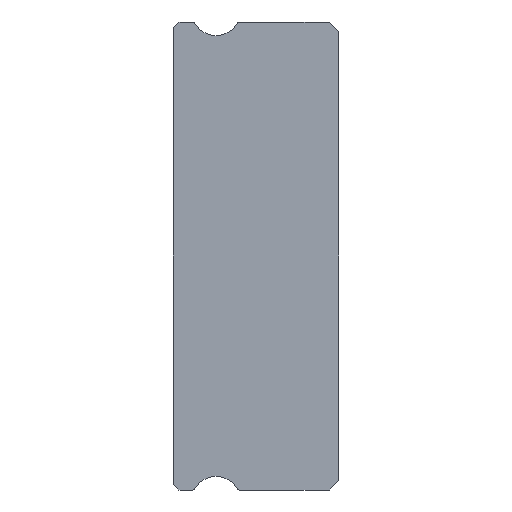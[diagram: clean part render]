
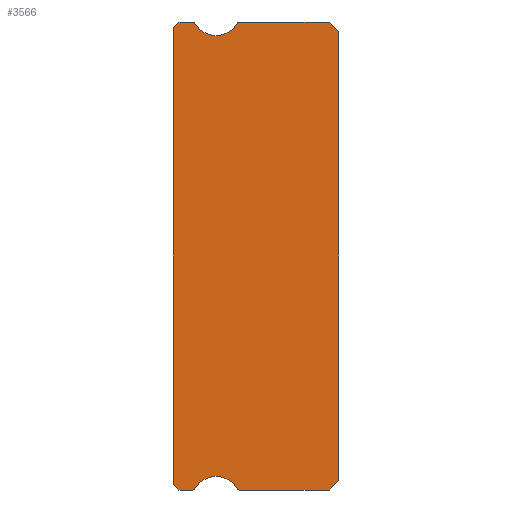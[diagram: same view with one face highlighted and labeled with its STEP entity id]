
A CAD part, left-side view. The second image highlights one B-rep face of the part: STEP entity #3566.
In plain terms, the highlighted planar face has unit normal (-1, 0, 0).
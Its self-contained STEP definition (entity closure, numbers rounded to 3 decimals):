
#80 = CIRCLE ( 'NONE', #781, 1.25 ) ;
#87 = CARTESIAN_POINT ( 'NONE',  ( -10., 0., -11.5 ) ) ;
#152 = EDGE_CURVE ( 'NONE', #2292, #3883, #730, .T. ) ;
#188 = LINE ( 'NONE', #1509, #1944 ) ;
#212 = CARTESIAN_POINT ( 'NONE',  ( -10., 5.217, 11.925 ) ) ;
#263 = EDGE_CURVE ( 'NONE', #932, #1799, #188, .T. ) ;
#282 = FACE_OUTER_BOUND ( 'NONE', #3271, .T. ) ;
#296 = DIRECTION ( 'NONE',  ( 0., 0., -1. ) ) ;
#365 = ORIENTED_EDGE ( 'NONE', *, *, #1856, .F. ) ;
#379 = EDGE_CURVE ( 'NONE', #3611, #1237, #2393, .T. ) ;
#453 = DIRECTION ( 'NONE',  ( 0., 0., -1. ) ) ;
#531 = CARTESIAN_POINT ( 'NONE',  ( -10., 5.088, 12. ) ) ;
#575 = CIRCLE ( 'NONE', #1375, 1.25 ) ;
#669 = VECTOR ( 'NONE', #906, 1000. ) ;
#725 = VERTEX_POINT ( 'NONE', #3884 ) ;
#730 = LINE ( 'NONE', #2022, #2883 ) ;
#766 = EDGE_CURVE ( 'NONE', #4050, #2381, #2901, .T. ) ;
#781 = AXIS2_PLACEMENT_3D ( 'NONE', #1841, #1204, #3399 ) ;
#841 = LINE ( 'NONE', #1492, #2574 ) ;
#852 = DIRECTION ( 'NONE',  ( 0., 1., 0. ) ) ;
#873 = CARTESIAN_POINT ( 'NONE',  ( -10., 7.512, -11.85 ) ) ;
#891 = VECTOR ( 'NONE', #3637, 1000. ) ;
#905 = DIRECTION ( 'NONE',  ( 0., 0.707, -0.707 ) ) ;
#906 = DIRECTION ( 'NONE',  ( 0., -0.707, -0.707 ) ) ;
#932 = VERTEX_POINT ( 'NONE', #87 ) ;
#937 = ORIENTED_EDGE ( 'NONE', *, *, #1154, .F. ) ;
#947 = ORIENTED_EDGE ( 'NONE', *, *, #2912, .F. ) ;
#975 = EDGE_CURVE ( 'NONE', #3228, #3611, #575, .T. ) ;
#1003 = DIRECTION ( 'NONE',  ( 1., 0., 0. ) ) ;
#1010 = CARTESIAN_POINT ( 'NONE',  ( -10., 7.512, 11.85 ) ) ;
#1045 = AXIS2_PLACEMENT_3D ( 'NONE', #1464, #3787, #4125 ) ;
#1048 = CARTESIAN_POINT ( 'NONE',  ( -10., 8.5, 11.85 ) ) ;
#1050 = CARTESIAN_POINT ( 'NONE',  ( -10., 8.5, 11.7 ) ) ;
#1069 = CARTESIAN_POINT ( 'NONE',  ( -10., 8.2, -12. ) ) ;
#1090 = CARTESIAN_POINT ( 'NONE',  ( -10., 7.512, 12. ) ) ;
#1095 = LINE ( 'NONE', #1048, #891 ) ;
#1154 = EDGE_CURVE ( 'NONE', #3687, #725, #1728, .T. ) ;
#1166 = ORIENTED_EDGE ( 'NONE', *, *, #3920, .T. ) ;
#1189 = CARTESIAN_POINT ( 'NONE',  ( -10., 6.3, 12.55 ) ) ;
#1194 = CARTESIAN_POINT ( 'NONE',  ( -10., 8.5, -11.7 ) ) ;
#1204 = DIRECTION ( 'NONE',  ( -1., 0., 0. ) ) ;
#1219 = CARTESIAN_POINT ( 'NONE',  ( -10., 8.2, -12. ) ) ;
#1231 = EDGE_CURVE ( 'NONE', #725, #2675, #80, .T. ) ;
#1237 = VERTEX_POINT ( 'NONE', #212 ) ;
#1252 = ORIENTED_EDGE ( 'NONE', *, *, #152, .F. ) ;
#1298 = DIRECTION ( 'NONE',  ( 0., 1., 0. ) ) ;
#1341 = CARTESIAN_POINT ( 'NONE',  ( -10., 7.512, -12. ) ) ;
#1351 = ORIENTED_EDGE ( 'NONE', *, *, #2615, .F. ) ;
#1368 = VERTEX_POINT ( 'NONE', #1341 ) ;
#1375 = AXIS2_PLACEMENT_3D ( 'NONE', #1189, #3816, #4112 ) ;
#1401 = DIRECTION ( 'NONE',  ( 0., 0., -1. ) ) ;
#1403 = VERTEX_POINT ( 'NONE', #1050 ) ;
#1426 = ORIENTED_EDGE ( 'NONE', *, *, #3090, .F. ) ;
#1464 = CARTESIAN_POINT ( 'NONE',  ( -10., 5.088, -11.85 ) ) ;
#1492 = CARTESIAN_POINT ( 'NONE',  ( -10., 8.5, 11.7 ) ) ;
#1509 = CARTESIAN_POINT ( 'NONE',  ( -10., 0., -11.5 ) ) ;
#1510 = LINE ( 'NONE', #3074, #1898 ) ;
#1524 = DIRECTION ( 'NONE',  ( 0., 0., -1. ) ) ;
#1554 = LINE ( 'NONE', #4162, #1831 ) ;
#1579 = ORIENTED_EDGE ( 'NONE', *, *, #3696, .T. ) ;
#1583 = LINE ( 'NONE', #4172, #1758 ) ;
#1670 = CIRCLE ( 'NONE', #2210, 0.15 ) ;
#1728 = CIRCLE ( 'NONE', #1045, 0.15 ) ;
#1735 = AXIS2_PLACEMENT_3D ( 'NONE', #873, #3756, #1524 ) ;
#1758 = VECTOR ( 'NONE', #3850, 1000. ) ;
#1799 = VERTEX_POINT ( 'NONE', #2434 ) ;
#1831 = VECTOR ( 'NONE', #852, 1000. ) ;
#1832 = ORIENTED_EDGE ( 'NONE', *, *, #3796, .F. ) ;
#1841 = CARTESIAN_POINT ( 'NONE',  ( -10., 6.3, -12.55 ) ) ;
#1856 = EDGE_CURVE ( 'NONE', #2675, #1368, #2543, .T. ) ;
#1898 = VECTOR ( 'NONE', #2425, 1000. ) ;
#1926 = PLANE ( 'NONE',  #2910 ) ;
#1944 = VECTOR ( 'NONE', #905, 1000. ) ;
#1950 = CARTESIAN_POINT ( 'NONE',  ( -10., 7.383, 11.925 ) ) ;
#1986 = DIRECTION ( 'NONE',  ( 1., 0., 0. ) ) ;
#2014 = ORIENTED_EDGE ( 'NONE', *, *, #2773, .T. ) ;
#2022 = CARTESIAN_POINT ( 'NONE',  ( -10., 0.5, 12. ) ) ;
#2056 = EDGE_CURVE ( 'NONE', #1237, #4076, #1670, .T. ) ;
#2074 = ORIENTED_EDGE ( 'NONE', *, *, #975, .F. ) ;
#2129 = DIRECTION ( 'NONE',  ( 0., 0.707, -0.707 ) ) ;
#2210 = AXIS2_PLACEMENT_3D ( 'NONE', #3017, #3313, #1401 ) ;
#2292 = VERTEX_POINT ( 'NONE', #2587 ) ;
#2315 = CARTESIAN_POINT ( 'NONE',  ( -10., 8.2, 12. ) ) ;
#2381 = VERTEX_POINT ( 'NONE', #2315 ) ;
#2393 = CIRCLE ( 'NONE', #3267, 1.25 ) ;
#2411 = ORIENTED_EDGE ( 'NONE', *, *, #2056, .F. ) ;
#2425 = DIRECTION ( 'NONE',  ( 0., -1., 0. ) ) ;
#2434 = CARTESIAN_POINT ( 'NONE',  ( -10., 0.5, -12. ) ) ;
#2478 = VERTEX_POINT ( 'NONE', #1069 ) ;
#2532 = CARTESIAN_POINT ( 'NONE',  ( -10., 6.3, 11.3 ) ) ;
#2543 = CIRCLE ( 'NONE', #1735, 0.15 ) ;
#2574 = VECTOR ( 'NONE', #2129, 1000. ) ;
#2587 = CARTESIAN_POINT ( 'NONE',  ( -10., 0.5, 12. ) ) ;
#2604 = CARTESIAN_POINT ( 'NONE',  ( -10., 7.512, 11.85 ) ) ;
#2605 = CARTESIAN_POINT ( 'NONE',  ( -10., 6.3, 12.55 ) ) ;
#2615 = EDGE_CURVE ( 'NONE', #4076, #2292, #1510, .T. ) ;
#2646 = LINE ( 'NONE', #2668, #3387 ) ;
#2662 = EDGE_CURVE ( 'NONE', #2478, #1368, #1583, .T. ) ;
#2665 = DIRECTION ( 'NONE',  ( 0., -0.707, -0.707 ) ) ;
#2668 = CARTESIAN_POINT ( 'NONE',  ( -10., 0., 11.5 ) ) ;
#2675 = VERTEX_POINT ( 'NONE', #3488 ) ;
#2730 = VECTOR ( 'NONE', #1298, 1000. ) ;
#2764 = CIRCLE ( 'NONE', #3105, 0.15 ) ;
#2773 = EDGE_CURVE ( 'NONE', #2973, #2478, #4124, .T. ) ;
#2795 = ORIENTED_EDGE ( 'NONE', *, *, #263, .F. ) ;
#2883 = VECTOR ( 'NONE', #2665, 1000. ) ;
#2901 = LINE ( 'NONE', #4206, #2730 ) ;
#2910 = AXIS2_PLACEMENT_3D ( 'NONE', #1010, #1986, #3895 ) ;
#2912 = EDGE_CURVE ( 'NONE', #4050, #3228, #2764, .T. ) ;
#2973 = VERTEX_POINT ( 'NONE', #1194 ) ;
#3017 = CARTESIAN_POINT ( 'NONE',  ( -10., 5.088, 11.85 ) ) ;
#3027 = ORIENTED_EDGE ( 'NONE', *, *, #379, .F. ) ;
#3074 = CARTESIAN_POINT ( 'NONE',  ( -10., 7.512, 12. ) ) ;
#3090 = EDGE_CURVE ( 'NONE', #1799, #3687, #1554, .T. ) ;
#3105 = AXIS2_PLACEMENT_3D ( 'NONE', #2604, #1003, #453 ) ;
#3228 = VERTEX_POINT ( 'NONE', #1950 ) ;
#3267 = AXIS2_PLACEMENT_3D ( 'NONE', #2605, #3508, #296 ) ;
#3271 = EDGE_LOOP ( 'NONE', ( #1832, #2014, #3553, #365, #3842, #937, #1426, #2795, #1579, #1252, #1351, #2411, #3027, #2074, #947, #3278, #1166 ) ) ;
#3278 = ORIENTED_EDGE ( 'NONE', *, *, #766, .T. ) ;
#3313 = DIRECTION ( 'NONE',  ( 1., 0., 0. ) ) ;
#3387 = VECTOR ( 'NONE', #3948, 1000. ) ;
#3399 = DIRECTION ( 'NONE',  ( 0., 0., -1. ) ) ;
#3488 = CARTESIAN_POINT ( 'NONE',  ( -10., 7.383, -11.925 ) ) ;
#3508 = DIRECTION ( 'NONE',  ( -1., 0., 0. ) ) ;
#3553 = ORIENTED_EDGE ( 'NONE', *, *, #2662, .T. ) ;
#3566 = ADVANCED_FACE ( 'NONE', ( #282 ), #1926, .F. ) ;
#3611 = VERTEX_POINT ( 'NONE', #2532 ) ;
#3637 = DIRECTION ( 'NONE',  ( 0., 0., 1. ) ) ;
#3656 = CARTESIAN_POINT ( 'NONE',  ( -10., 5.088, -12. ) ) ;
#3687 = VERTEX_POINT ( 'NONE', #3656 ) ;
#3696 = EDGE_CURVE ( 'NONE', #932, #3883, #2646, .T. ) ;
#3756 = DIRECTION ( 'NONE',  ( 1., 0., 0. ) ) ;
#3787 = DIRECTION ( 'NONE',  ( 1., 0., 0. ) ) ;
#3796 = EDGE_CURVE ( 'NONE', #2973, #1403, #1095, .T. ) ;
#3816 = DIRECTION ( 'NONE',  ( -1., 0., 0. ) ) ;
#3842 = ORIENTED_EDGE ( 'NONE', *, *, #1231, .F. ) ;
#3850 = DIRECTION ( 'NONE',  ( 0., -1., 0. ) ) ;
#3883 = VERTEX_POINT ( 'NONE', #4041 ) ;
#3884 = CARTESIAN_POINT ( 'NONE',  ( -10., 5.217, -11.925 ) ) ;
#3895 = DIRECTION ( 'NONE',  ( 0., 0., -1. ) ) ;
#3920 = EDGE_CURVE ( 'NONE', #2381, #1403, #841, .T. ) ;
#3948 = DIRECTION ( 'NONE',  ( 0., 0., 1. ) ) ;
#4041 = CARTESIAN_POINT ( 'NONE',  ( -10., 0., 11.5 ) ) ;
#4050 = VERTEX_POINT ( 'NONE', #1090 ) ;
#4076 = VERTEX_POINT ( 'NONE', #531 ) ;
#4112 = DIRECTION ( 'NONE',  ( 0., 0., -1. ) ) ;
#4124 = LINE ( 'NONE', #1219, #669 ) ;
#4125 = DIRECTION ( 'NONE',  ( 0., 0., -1. ) ) ;
#4162 = CARTESIAN_POINT ( 'NONE',  ( -10., 7.512, -12. ) ) ;
#4172 = CARTESIAN_POINT ( 'NONE',  ( -10., 7.512, -12. ) ) ;
#4206 = CARTESIAN_POINT ( 'NONE',  ( -10., 8.2, 12. ) ) ;
